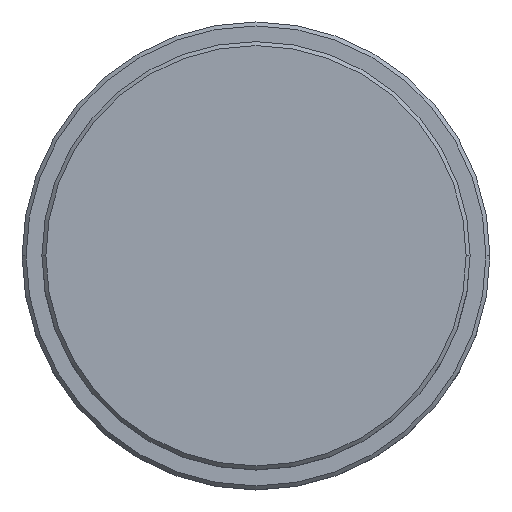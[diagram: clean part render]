
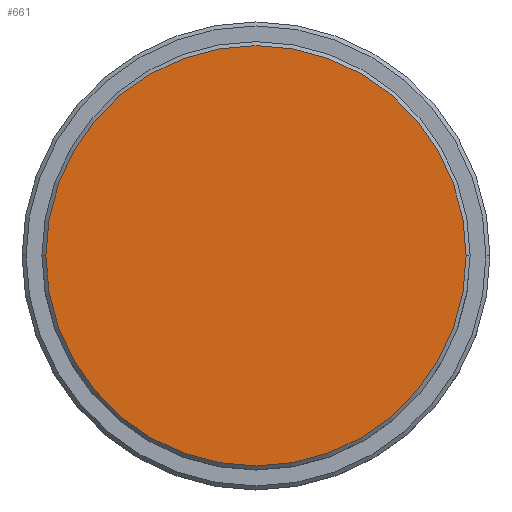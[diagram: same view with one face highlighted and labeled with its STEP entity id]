
A CAD part, top view. The second image highlights one B-rep face of the part: STEP entity #661.
In plain terms, the highlighted planar face has unit normal (0, 0, 1).
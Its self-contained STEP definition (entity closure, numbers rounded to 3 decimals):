
#38 = VERTEX_POINT ( 'NONE', #93 ) ;
#42 = ORIENTED_EDGE ( 'NONE', *, *, #919, .T. ) ;
#76 = FACE_OUTER_BOUND ( 'NONE', #954, .T. ) ;
#88 = CARTESIAN_POINT ( 'NONE',  ( 0., 0., 0. ) ) ;
#93 = CARTESIAN_POINT ( 'NONE',  ( 26.5, 0., 0. ) ) ;
#107 = AXIS2_PLACEMENT_3D ( 'NONE', #1172, #742, #1178 ) ;
#260 = PLANE ( 'NONE',  #444 ) ;
#280 = DIRECTION ( 'NONE',  ( 1., 0., 0. ) ) ;
#444 = AXIS2_PLACEMENT_3D ( 'NONE', #702, #1028, #280 ) ;
#496 = ORIENTED_EDGE ( 'NONE', *, *, #1346, .T. ) ;
#661 = ADVANCED_FACE ( 'NONE', ( #76 ), #260, .T. ) ;
#702 = CARTESIAN_POINT ( 'NONE',  ( 0., 0., 0. ) ) ;
#742 = DIRECTION ( 'NONE',  ( 0., 0., 1. ) ) ;
#830 = CARTESIAN_POINT ( 'NONE',  ( -26.5, 0., 0. ) ) ;
#919 = EDGE_CURVE ( 'NONE', #38, #1316, #962, .T. ) ;
#954 = EDGE_LOOP ( 'NONE', ( #496, #42 ) ) ;
#962 = CIRCLE ( 'NONE', #107, 26.5 ) ;
#1028 = DIRECTION ( 'NONE',  ( 0., 0., 1. ) ) ;
#1172 = CARTESIAN_POINT ( 'NONE',  ( 0., 0., 0. ) ) ;
#1178 = DIRECTION ( 'NONE',  ( 1., 0., 0. ) ) ;
#1272 = AXIS2_PLACEMENT_3D ( 'NONE', #88, #1289, #1297 ) ;
#1289 = DIRECTION ( 'NONE',  ( 0., 0., 1. ) ) ;
#1297 = DIRECTION ( 'NONE',  ( 1., 0., 0. ) ) ;
#1315 = CIRCLE ( 'NONE', #1272, 26.5 ) ;
#1316 = VERTEX_POINT ( 'NONE', #830 ) ;
#1346 = EDGE_CURVE ( 'NONE', #1316, #38, #1315, .T. ) ;
